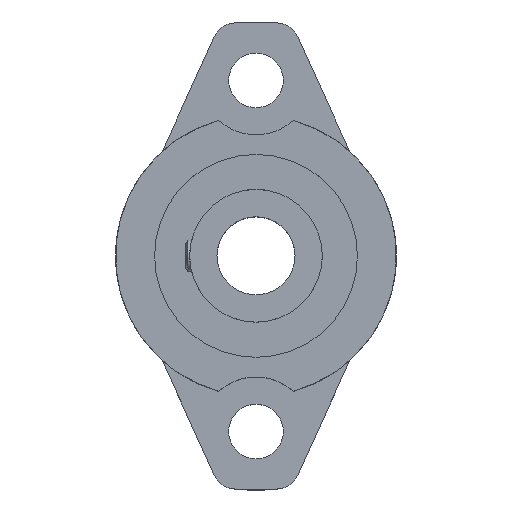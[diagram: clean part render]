
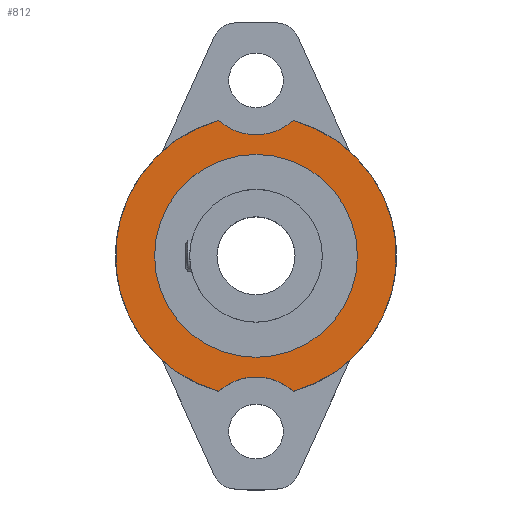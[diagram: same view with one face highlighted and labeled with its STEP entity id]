
A CAD part, top view. The second image highlights one B-rep face of the part: STEP entity #812.
In plain terms, the highlighted planar face has unit normal (0, 0, 1).
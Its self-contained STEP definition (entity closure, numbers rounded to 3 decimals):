
#142=PLANE('',#1191);
#166=CIRCLE('',#1151,18.);
#169=CIRCLE('',#1155,18.);
#195=CIRCLE('',#1192,13.);
#196=CIRCLE('',#1193,7.);
#197=CIRCLE('',#1194,7.);
#339=ORIENTED_EDGE('',*,*,#500,.T.);
#340=ORIENTED_EDGE('',*,*,#501,.T.);
#341=ORIENTED_EDGE('',*,*,#458,.F.);
#342=ORIENTED_EDGE('',*,*,#502,.T.);
#343=ORIENTED_EDGE('',*,*,#452,.F.);
#452=EDGE_CURVE('',#543,#544,#166,.T.);
#458=EDGE_CURVE('',#549,#550,#169,.T.);
#500=EDGE_CURVE('',#581,#581,#195,.T.);
#501=EDGE_CURVE('',#543,#550,#196,.F.);
#502=EDGE_CURVE('',#549,#544,#197,.F.);
#543=VERTEX_POINT('',#1637);
#544=VERTEX_POINT('',#1639);
#549=VERTEX_POINT('',#1651);
#550=VERTEX_POINT('',#1652);
#581=VERTEX_POINT('',#1736);
#650=EDGE_LOOP('',(#339));
#651=EDGE_LOOP('',(#340,#341,#342,#343));
#736=FACE_BOUND('',#650,.T.);
#737=FACE_BOUND('',#651,.T.);
#812=ADVANCED_FACE('',(#736,#737),#142,.T.);
#1151=AXIS2_PLACEMENT_3D('',#1638,#1316,#1317);
#1155=AXIS2_PLACEMENT_3D('',#1650,#1327,#1328);
#1191=AXIS2_PLACEMENT_3D('',#1734,#1415,#1416);
#1192=AXIS2_PLACEMENT_3D('',#1735,#1417,#1418);
#1193=AXIS2_PLACEMENT_3D('',#1737,#1419,#1420);
#1194=AXIS2_PLACEMENT_3D('',#1738,#1421,#1422);
#1316=DIRECTION('',(0.,0.,-1.));
#1317=DIRECTION('',(-1.,0.,0.));
#1327=DIRECTION('',(0.,0.,-1.));
#1328=DIRECTION('',(-1.,0.,0.));
#1415=DIRECTION('',(0.,0.,1.));
#1416=DIRECTION('',(1.,0.,0.));
#1417=DIRECTION('',(0.,0.,-1.));
#1418=DIRECTION('',(-1.,0.,0.));
#1419=DIRECTION('',(0.,0.,1.));
#1420=DIRECTION('',(1.,0.,0.));
#1421=DIRECTION('',(0.,0.,1.));
#1422=DIRECTION('',(1.,0.,0.));
#1637=CARTESIAN_POINT('',(-4.753,-17.361,2.));
#1638=CARTESIAN_POINT('',(0.,0.,2.));
#1639=CARTESIAN_POINT('',(-4.753,17.361,2.));
#1650=CARTESIAN_POINT('',(0.,0.,2.));
#1651=CARTESIAN_POINT('',(4.753,17.361,2.));
#1652=CARTESIAN_POINT('',(4.753,-17.361,2.));
#1734=CARTESIAN_POINT('',(0.,18.,2.));
#1735=CARTESIAN_POINT('',(0.,0.,2.));
#1736=CARTESIAN_POINT('',(-13.,0.,2.));
#1737=CARTESIAN_POINT('',(0.,-22.5,2.));
#1738=CARTESIAN_POINT('',(0.,22.5,2.));
